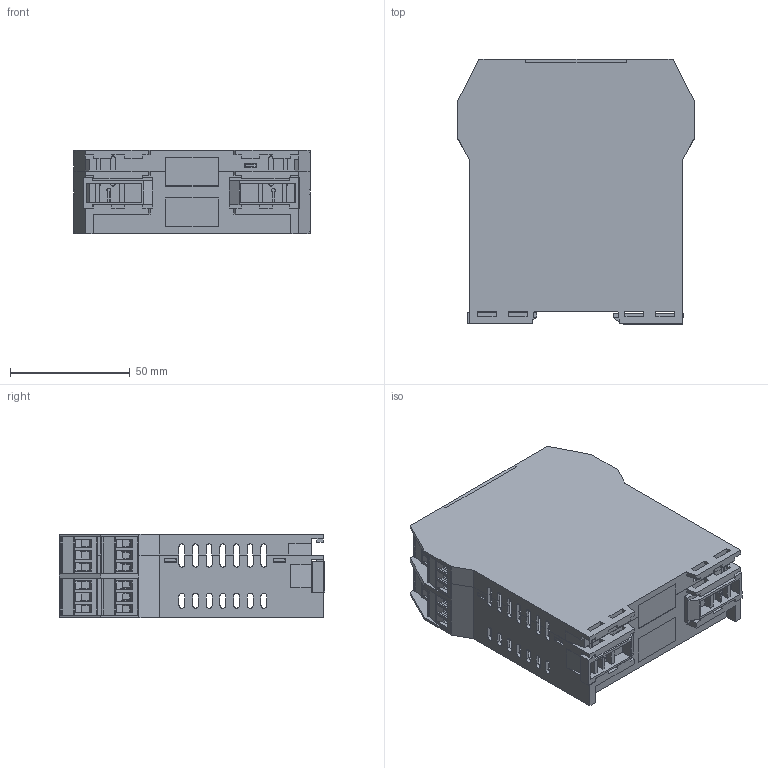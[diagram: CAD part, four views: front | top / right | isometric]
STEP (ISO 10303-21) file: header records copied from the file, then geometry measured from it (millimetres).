
FILE_DESCRIPTION(/* description */ (''),/* implementation_level */ '2;1');
FILE_NAME(/* name */ 'ZE-4DI-2AI-2DO.iam.stp',/* time_stamp */ '2017-03-13T15:35:51+01:00',/* author */ ('teso'),/* organization */ (''),/* preprocessor_version */ 'ST-DEVELOPER v16.5',/* originating_system */ 'Autodesk Inventor 2017',/* authorisation */ '');
FILE_SCHEMA (('AUTOMOTIVE_DESIGN { 1 0 10303 214 3 1 1 }'));
Length unit declared in the file: millimetre
Products named in the file (14): ZE-4DI-2AI-2DO; contenitore; gancio fissaggio; connettore bus; contenitore_1; Fix1_MIR1; Coperchio-post.; Coperchio-ant.2; MSTB_2.5_3-ST-5.08; Tappo-morsetti; MSTB_2.5_3-ST-5.08_MIR3; MSTB_2.5_3-ST-5.08_MIR4; MSTB_2.5_3-ST-5.08_MIR3_MIR; micro usb
Assembly tree (21 placements, depth 2):
  ZE-4DI-2AI-2DO
    contenitore
    gancio fissaggio
    connettore bus
    Coperchio-post.  x2
    contenitore_1
    Fix1_MIR1
    Coperchio-ant.2
    MSTB_2.5_3-ST-5.08  x2
    Tappo-morsetti  x4
    MSTB_2.5_3-ST-5.08_MIR3  x2
    MSTB_2.5_3-ST-5.08_MIR4  x2
    MSTB_2.5_3-ST-5.08_MIR3_MIR  x2
    micro usb
Bounding box: 98.5 x 110.83 x 35 mm (x, y, z)
Volume: 77203.9 mm3; surface area: 97128 mm2
Topology: 21 solids, 21 shells, 2776 faces, 7405 edges, 4830 vertices
Faces by surface type: plane 2243, cylinder 529, cone 4
Full cylindrical faces by diameter (mm): 0.609 x8, 1.4 x24, 1.5 x4, 1.6 x4, 2.8 x24, 3 x4, 3.783 x24, 4 x24
Entity records: 58347 total; most frequent: CARTESIAN_POINT 10074, ORIENTED_EDGE 9862, DIRECTION 9403, EDGE_CURVE 4931, LINE 4229, VECTOR 4229, VERTEX_POINT 3258, AXIS2_PLACEMENT_3D 2587
